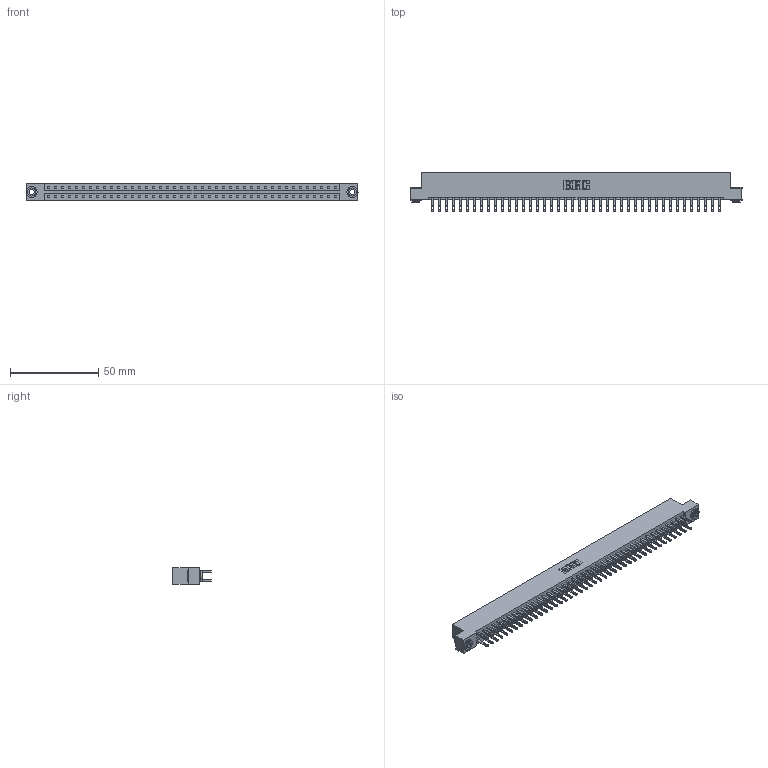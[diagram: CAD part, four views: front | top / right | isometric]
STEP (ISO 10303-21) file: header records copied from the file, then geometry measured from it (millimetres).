
FILE_DESCRIPTION (( 'STEP AP203' ), '1' );
FILE_NAME ('333-084-500-203.STEP', '2018-08-05T03:56:00', ( '' ), ( '' ), 'SwSTEP 2.0', 'SolidWorks 2016', '' );
FILE_SCHEMA (( 'CONFIG_CONTROL_DESIGN' ));
Length unit declared in the file: inch
Products named in the file (4): 333 Part_Flush - .156 Dia - TH; 345-292-001_345-293-100; 345-250-002_345-250-002-102; 333-084-500-203
Assembly tree (87 placements, depth 2):
  333-084-500-203
    333 Part_Flush - .156 Dia - TH
    345-292-001_345-293-100  x84
    345-250-002_345-250-002-102  x2
Bounding box: 187.96 x 21.85 x 9.4 mm (x, y, z)
Volume: 19465.7 mm3; surface area: 24158.6 mm2
Topology: 87 solids, 87 shells, 4184 faces, 12735 edges, 8486 vertices
Faces by surface type: plane 2600, cylinder 1576, cone 8
Entity records: 27600 total; most frequent: CARTESIAN_POINT 4549, ORIENTED_EDGE 4478, DIRECTION 3921, EDGE_CURVE 2239, LINE 2083, VECTOR 2083, VERTEX_POINT 1490, AXIS2_PLACEMENT_3D 919
